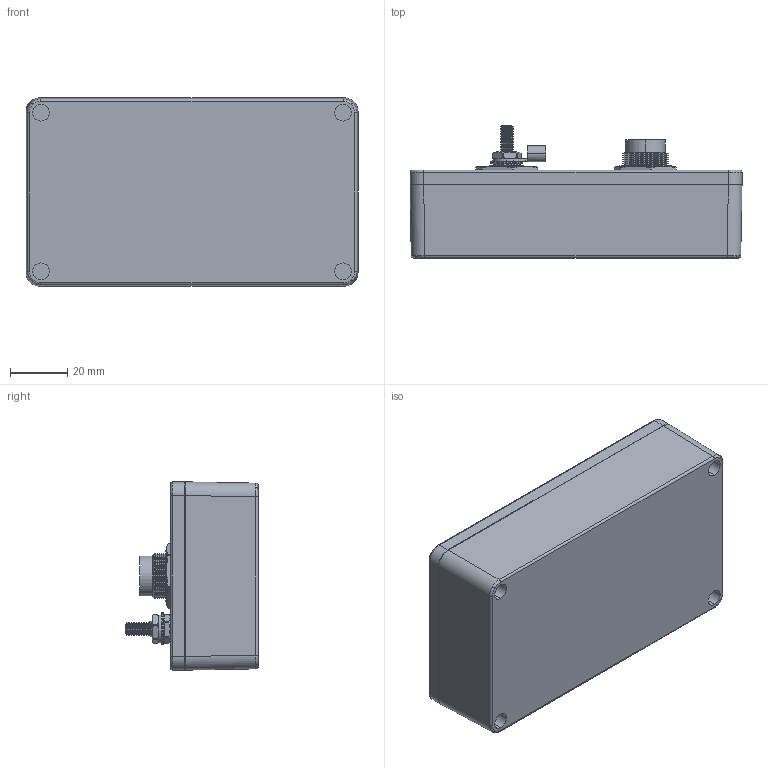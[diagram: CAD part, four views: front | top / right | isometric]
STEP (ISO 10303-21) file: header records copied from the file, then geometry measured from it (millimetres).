
FILE_DESCRIPTION (( 'STEP AP214' ), '1' );
FILE_NAME ('HGLN-AISG1_3D.STEP', '2020-10-28T16:07:40', ( '' ), ( '' ), 'SwSTEP 2.0', 'SolidWorks 2018', '' );
FILE_SCHEMA (( 'AUTOMOTIVE_DESIGN' ));
Length unit declared in the file: inch
Products named in the file (7): groundMS_2; AISGF-6000 for HGLN ; HGLN-AISG1_3D; AISGM-6000 for HGLN; M18x.75NUT; XCT-0005; HGLN-AISG_Box
Assembly tree (7 placements, depth 2):
  HGLN-AISG1_3D
    HGLN-AISG_Box
    M18x.75NUT  x2
    groundMS_2
    AISGF-6000 for HGLN 
    AISGM-6000 for HGLN
    XCT-0005
Bounding box: 115.57 x 46.02 x 65.53 mm (x, y, z)
Volume: 227194.9 mm3; surface area: 34240.4 mm2
Topology: 28 solids, 29 shells, 624 faces, 1358 edges, 835 vertices
Faces by surface type: cone 224, plane 198, cylinder 164, torus 30, bspline 8
Entity records: 18983 total; most frequent: CARTESIAN_POINT 3282, DIRECTION 2921, ORIENTED_EDGE 2542, EDGE_CURVE 1271, AXIS2_PLACEMENT_3D 1156, VERTEX_POINT 781, EDGE_LOOP 638, LINE 609
